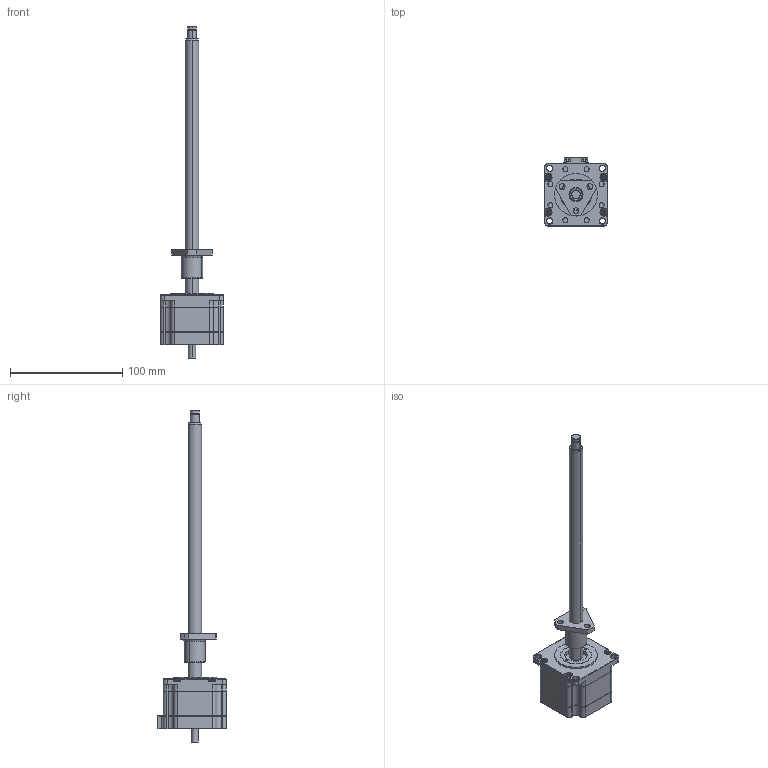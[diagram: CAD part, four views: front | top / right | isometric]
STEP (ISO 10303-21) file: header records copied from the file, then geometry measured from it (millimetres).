
FILE_DESCRIPTION (( 'STEP AP214' ), '1' );
FILE_NAME ('STP-LE23-1G09ADJ.STEP', '2020-08-25T22:14:01', ( '' ), ( '' ), 'SwSTEP 2.0', 'SolidWorks 2017', '' );
FILE_SCHEMA (( 'AUTOMOTIVE_DESIGN' ));
Length unit declared in the file: millimetre
Products named in the file (3): STP-LE23-1G09ADJ_2; STP-LE23-1G09ADJ_1; STP-LE23-1G09ADJ
Assembly tree (2 placements, depth 2):
  STP-LE23-1G09ADJ
    STP-LE23-1G09ADJ_1
    STP-LE23-1G09ADJ_2
Bounding box: 56.2 x 61.22 x 296.4 mm (x, y, z)
Volume: 133794.5 mm3; surface area: 53571.3 mm2
Topology: 8 solids, 8 shells, 751 faces, 1892 edges, 1199 vertices
Faces by surface type: plane 306, cylinder 205, cone 120, bspline 104, torus 16
Entity records: 25905 total; most frequent: CARTESIAN_POINT 8241, ORIENTED_EDGE 3784, DIRECTION 3432, EDGE_CURVE 1892, AXIS2_PLACEMENT_3D 1275, VERTEX_POINT 1199, LINE 882, VECTOR 882
